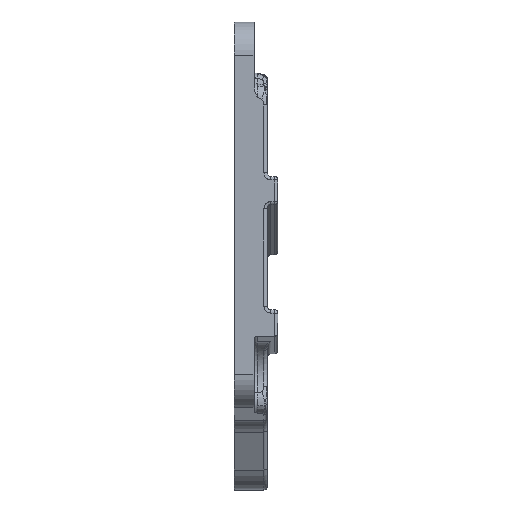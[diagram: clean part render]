
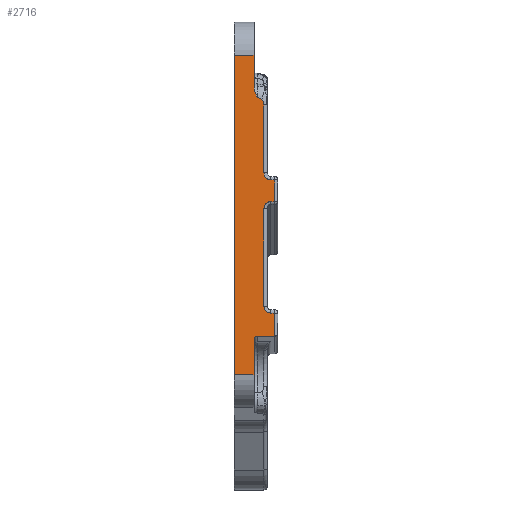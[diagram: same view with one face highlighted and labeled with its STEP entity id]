
A CAD part, left-side view. The second image highlights one B-rep face of the part: STEP entity #2716.
In plain terms, the highlighted planar face has unit normal (-1, 0, 0).
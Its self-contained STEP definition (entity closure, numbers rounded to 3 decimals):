
#21=ELLIPSE('',#2890,0.505,0.5);
#31=ELLIPSE('',#2944,1.087,1.);
#33=ELLIPSE('',#2949,1.011,1.);
#34=ELLIPSE('',#2956,1.087,1.);
#138=LINE('',#7707,#292);
#143=LINE('',#8064,#297);
#171=LINE('',#8371,#325);
#173=LINE('',#8407,#327);
#175=LINE('',#8448,#329);
#176=LINE('',#8455,#330);
#177=LINE('',#8457,#331);
#178=LINE('',#8460,#332);
#179=LINE('',#8462,#333);
#180=LINE('',#8464,#334);
#181=LINE('',#8465,#335);
#182=LINE('',#8467,#336);
#183=LINE('',#8468,#337);
#292=VECTOR('',#3224,10.);
#297=VECTOR('',#3265,10.);
#325=VECTOR('',#3385,10.);
#327=VECTOR('',#3397,10.);
#329=VECTOR('',#3409,10.);
#330=VECTOR('',#3418,10.);
#331=VECTOR('',#3419,10.);
#332=VECTOR('',#3422,10.);
#333=VECTOR('',#3423,10.);
#334=VECTOR('',#3424,10.);
#335=VECTOR('',#3425,10.);
#336=VECTOR('',#3426,10.);
#337=VECTOR('',#3427,10.);
#451=PLANE('',#2955);
#560=FACE_OUTER_BOUND('',#738,.T.);
#738=EDGE_LOOP('',(#2061,#2062,#2063,#2064,#2065,#2066,#2067,#2068,#2069,
#2070,#2071,#2072,#2073,#2074,#2075,#2076,#2077,#2078,#2079,#2080));
#885=CIRCLE('',#2867,1.13);
#887=CIRCLE('',#2869,1.13);
#1067=B_SPLINE_CURVE_WITH_KNOTS('',3,(#7556,#7557,#7558,#7559,#7560,#7561,
#7562,#7563),.UNSPECIFIED.,.F.,.F.,(4,2,2,4),(0.,0.063,0.18,
0.181),.UNSPECIFIED.);
#1155=VERTEX_POINT('',#7231);
#1156=VERTEX_POINT('',#7238);
#1158=VERTEX_POINT('',#7318);
#1165=VERTEX_POINT('',#7555);
#1168=VERTEX_POINT('',#7705);
#1181=VERTEX_POINT('',#8002);
#1182=VERTEX_POINT('',#8004);
#1185=VERTEX_POINT('',#8063);
#1225=VERTEX_POINT('',#8360);
#1228=VERTEX_POINT('',#8367);
#1230=VERTEX_POINT('',#8397);
#1232=VERTEX_POINT('',#8403);
#1234=VERTEX_POINT('',#8438);
#1236=VERTEX_POINT('',#8444);
#1239=VERTEX_POINT('',#8454);
#1240=VERTEX_POINT('',#8456);
#1241=VERTEX_POINT('',#8458);
#1242=VERTEX_POINT('',#8461);
#1243=VERTEX_POINT('',#8463);
#1244=VERTEX_POINT('',#8466);
#1427=EDGE_CURVE('',#1155,#1156,#885,.T.);
#1431=EDGE_CURVE('',#1158,#1155,#887,.T.);
#1442=EDGE_CURVE('',#1158,#1165,#1067,.F.);
#1448=EDGE_CURVE('',#1168,#1165,#138,.T.);
#1467=EDGE_CURVE('',#1181,#1182,#21,.T.);
#1474=EDGE_CURVE('',#1185,#1182,#143,.T.);
#1538=EDGE_CURVE('',#1225,#1228,#171,.T.);
#1541=EDGE_CURVE('',#1228,#1230,#31,.T.);
#1544=EDGE_CURVE('',#1230,#1232,#173,.T.);
#1547=EDGE_CURVE('',#1232,#1234,#33,.T.);
#1550=EDGE_CURVE('',#1234,#1236,#175,.T.);
#1553=EDGE_CURVE('',#1239,#1225,#176,.T.);
#1554=EDGE_CURVE('',#1240,#1239,#177,.T.);
#1555=EDGE_CURVE('',#1241,#1240,#34,.T.);
#1556=EDGE_CURVE('',#1156,#1241,#178,.T.);
#1557=EDGE_CURVE('',#1242,#1168,#179,.T.);
#1558=EDGE_CURVE('',#1242,#1243,#180,.T.);
#1559=EDGE_CURVE('',#1243,#1185,#181,.T.);
#1560=EDGE_CURVE('',#1181,#1244,#182,.T.);
#1561=EDGE_CURVE('',#1236,#1244,#183,.T.);
#2061=ORIENTED_EDGE('',*,*,#1550,.F.);
#2062=ORIENTED_EDGE('',*,*,#1547,.F.);
#2063=ORIENTED_EDGE('',*,*,#1544,.F.);
#2064=ORIENTED_EDGE('',*,*,#1541,.F.);
#2065=ORIENTED_EDGE('',*,*,#1538,.F.);
#2066=ORIENTED_EDGE('',*,*,#1553,.F.);
#2067=ORIENTED_EDGE('',*,*,#1554,.F.);
#2068=ORIENTED_EDGE('',*,*,#1555,.F.);
#2069=ORIENTED_EDGE('',*,*,#1556,.F.);
#2070=ORIENTED_EDGE('',*,*,#1427,.F.);
#2071=ORIENTED_EDGE('',*,*,#1431,.F.);
#2072=ORIENTED_EDGE('',*,*,#1442,.T.);
#2073=ORIENTED_EDGE('',*,*,#1448,.F.);
#2074=ORIENTED_EDGE('',*,*,#1557,.F.);
#2075=ORIENTED_EDGE('',*,*,#1558,.T.);
#2076=ORIENTED_EDGE('',*,*,#1559,.T.);
#2077=ORIENTED_EDGE('',*,*,#1474,.T.);
#2078=ORIENTED_EDGE('',*,*,#1467,.F.);
#2079=ORIENTED_EDGE('',*,*,#1560,.T.);
#2080=ORIENTED_EDGE('',*,*,#1561,.F.);
#2716=ADVANCED_FACE('',(#560),#451,.T.);
#2867=AXIS2_PLACEMENT_3D('',#7239,#3201,#3202);
#2869=AXIS2_PLACEMENT_3D('',#7325,#3205,#3206);
#2890=AXIS2_PLACEMENT_3D('',#8005,#3252,#3253);
#2944=AXIS2_PLACEMENT_3D('',#8401,#3390,#3391);
#2949=AXIS2_PLACEMENT_3D('',#8442,#3402,#3403);
#2955=AXIS2_PLACEMENT_3D('',#8453,#3416,#3417);
#2956=AXIS2_PLACEMENT_3D('',#8459,#3420,#3421);
#3201=DIRECTION('center_axis',(1.,0.,0.));
#3202=DIRECTION('ref_axis',(0.,-0.707,0.707));
#3205=DIRECTION('center_axis',(1.,0.,0.));
#3206=DIRECTION('ref_axis',(0.,-0.707,0.707));
#3224=DIRECTION('',(0.,0.,-1.));
#3252=DIRECTION('center_axis',(-1.,0.,0.));
#3253=DIRECTION('ref_axis',(0.,0.,
1.));
#3265=DIRECTION('',(0.,0.,1.));
#3385=DIRECTION('',(0.,1.,0.));
#3390=DIRECTION('center_axis',(-1.,0.,0.));
#3391=DIRECTION('ref_axis',(0.,0.,
1.));
#3397=DIRECTION('',(0.,0.,-1.));
#3402=DIRECTION('center_axis',(-1.,0.,0.));
#3403=DIRECTION('ref_axis',(0.,0.,
-1.));
#3409=DIRECTION('',(0.,-1.,0.));
#3416=DIRECTION('center_axis',(-1.,0.,0.));
#3417=DIRECTION('ref_axis',(0.,0.,-1.));
#3418=DIRECTION('',(0.,0.,-1.));
#3419=DIRECTION('',(0.,-1.,0.));
#3420=DIRECTION('center_axis',(-1.,0.,0.));
#3421=DIRECTION('ref_axis',(0.,0.,
-1.));
#3422=DIRECTION('',(0.,0.,-1.));
#3423=DIRECTION('',(0.,-1.,0.));
#3424=DIRECTION('',(0.,0.,-1.));
#3425=DIRECTION('',(0.,-1.,0.));
#3426=DIRECTION('',(0.,-1.,0.));
#3427=DIRECTION('',(0.,0.,-1.));
#7231=CARTESIAN_POINT('',(-32.5,-17.169,22.919));
#7238=CARTESIAN_POINT('',(-32.5,-17.5,22.12));
#7239=CARTESIAN_POINT('Origin',(-32.5,-16.37,22.12));
#7318=CARTESIAN_POINT('',(-32.5,-16.5,23.243));
#7325=CARTESIAN_POINT('Origin',(-32.5,-16.37,22.12));
#7555=CARTESIAN_POINT('',(-32.5,-16.,24.748));
#7556=CARTESIAN_POINT('Ctrl Pts',(-32.5,-16.,24.748));
#7557=CARTESIAN_POINT('Ctrl Pts',(-32.5,-16.,24.538));
#7558=CARTESIAN_POINT('Ctrl Pts',(-32.5,-16.048,24.332));
#7559=CARTESIAN_POINT('Ctrl Pts',(-32.5,-16.196,23.855));
#7560=CARTESIAN_POINT('Ctrl Pts',(-32.5,-16.348,23.549));
#7561=CARTESIAN_POINT('Ctrl Pts',(-32.5,-16.498,23.247));
#7562=CARTESIAN_POINT('Ctrl Pts',(-32.5,-16.499,23.245));
#7563=CARTESIAN_POINT('Ctrl Pts',(-32.5,-16.5,23.243));
#7705=CARTESIAN_POINT('',(-32.5,-16.,29.575));
#7707=CARTESIAN_POINT('',(-32.5,-16.,29.575));
#8002=CARTESIAN_POINT('',(-32.5,-16.5,-12.557));
#8004=CARTESIAN_POINT('',(-32.5,-16.,-13.062));
#8005=CARTESIAN_POINT('Origin',(-32.5,-16.5,-13.062));
#8063=CARTESIAN_POINT('',(-32.5,-16.,-18.35));
#8064=CARTESIAN_POINT('',(-32.5,-16.,14.519));
#8360=CARTESIAN_POINT('',(-32.5,-19.1,7.622));
#8367=CARTESIAN_POINT('',(-32.5,-18.5,7.622));
#8371=CARTESIAN_POINT('',(-32.5,-15.5,7.622));
#8397=CARTESIAN_POINT('',(-32.5,-17.5,6.535));
#8401=CARTESIAN_POINT('Origin',(-32.5,-18.5,6.535));
#8403=CARTESIAN_POINT('',(-32.5,-17.5,-8.082));
#8407=CARTESIAN_POINT('',(-32.5,-17.5,14.519));
#8438=CARTESIAN_POINT('',(-32.5,-18.5,-9.093));
#8442=CARTESIAN_POINT('Origin',(-32.5,-18.5,-8.082));
#8444=CARTESIAN_POINT('',(-32.5,-19.1,-9.093));
#8448=CARTESIAN_POINT('',(-32.5,-15.5,-9.093));
#8453=CARTESIAN_POINT('Origin',(-32.5,-13.,29.575));
#8454=CARTESIAN_POINT('',(-32.5,-19.1,10.882));
#8455=CARTESIAN_POINT('',(-32.5,-19.1,17.605));
#8456=CARTESIAN_POINT('',(-32.5,-18.5,10.882));
#8457=CARTESIAN_POINT('',(-32.5,-15.5,10.882));
#8458=CARTESIAN_POINT('',(-32.5,-17.5,11.969));
#8459=CARTESIAN_POINT('Origin',(-32.5,-18.5,11.969));
#8460=CARTESIAN_POINT('',(-32.5,-17.5,14.519));
#8461=CARTESIAN_POINT('',(-32.5,-13.,29.575));
#8462=CARTESIAN_POINT('',(-32.5,-13.,29.575));
#8463=CARTESIAN_POINT('',(-32.5,-13.,-18.35));
#8464=CARTESIAN_POINT('',(-32.5,-13.,54.5));
#8465=CARTESIAN_POINT('',(-32.5,-13.,-18.35));
#8466=CARTESIAN_POINT('',(-32.5,-19.1,-12.557));
#8467=CARTESIAN_POINT('',(-32.5,-15.5,-12.557));
#8468=CARTESIAN_POINT('',(-32.5,-19.1,8.855));
